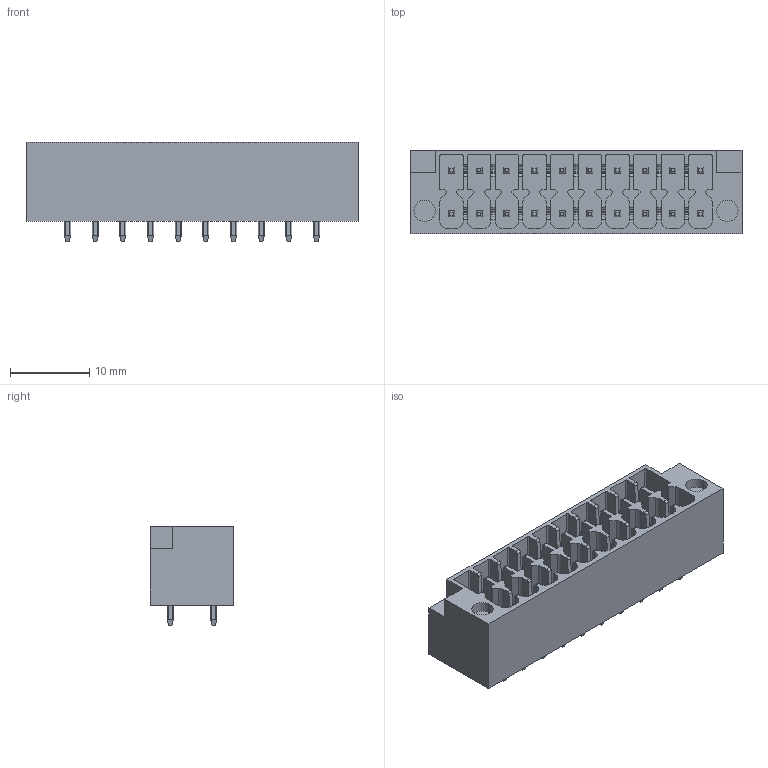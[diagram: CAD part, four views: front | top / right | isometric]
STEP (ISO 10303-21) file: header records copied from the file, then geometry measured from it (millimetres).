
FILE_DESCRIPTION((''),'2;1');
FILE_NAME('TLPHDW-010V','2024-09-18T10:34:06',('tluser'),(''),'CREO PARAMETRIC BY PTC INC, 2018100','CREO PARAMETRIC BY PTC INC, 2018100','');
FILE_SCHEMA(('CONFIG_CONTROL_DESIGN'));
Length unit declared in the file: millimetre
Products named in the file (1): TLPHDW-010V
Bounding box: 42 x 10.6 x 12.6 mm (x, y, z)
Volume: 3003.4 mm3; surface area: 3661.2 mm2
Topology: 1 solids, 1 shells, 883 faces, 2514 edges, 1676 vertices
Faces by surface type: plane 567, cylinder 316
Entity records: 29198 total; most frequent: CARTESIAN_POINT 6293, ORIENTED_EDGE 5028, DIRECTION 4432, EDGE_CURVE 2514, VECTOR 1722, LINE 1722, VERTEX_POINT 1676, AXIS2_PLACEMENT_3D 1355
